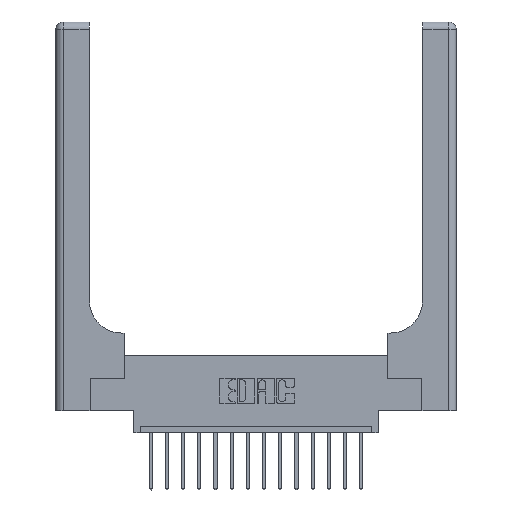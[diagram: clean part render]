
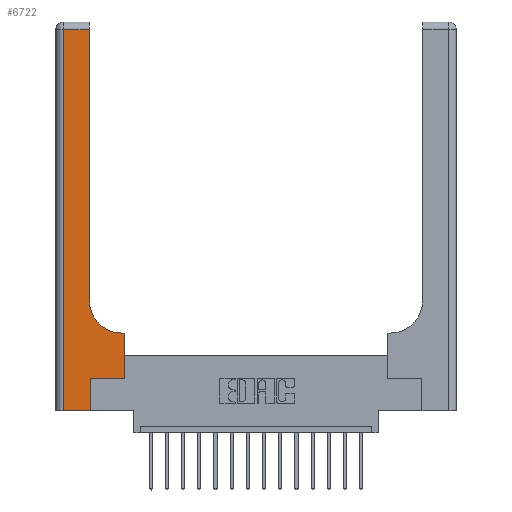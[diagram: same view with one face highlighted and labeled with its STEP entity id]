
A CAD part, top view. The second image highlights one B-rep face of the part: STEP entity #6722.
In plain terms, the highlighted planar face has unit normal (0, 0, 1).
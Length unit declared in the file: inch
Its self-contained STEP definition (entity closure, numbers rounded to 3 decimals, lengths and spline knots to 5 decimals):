
#479 = CARTESIAN_POINT ( 'NONE',  ( 0., 0., 0.37 ) ) ;
#609 = CARTESIAN_POINT ( 'NONE',  ( 0.528, 0.6, 0.37 ) ) ;
#652 = DIRECTION ( 'NONE',  ( 1., 0., 0. ) ) ;
#1024 = VERTEX_POINT ( 'NONE', #15842 ) ;
#1129 = DIRECTION ( 'NONE',  ( 0., 0., -1. ) ) ;
#1229 = VERTEX_POINT ( 'NONE', #14077 ) ;
#1414 = FACE_OUTER_BOUND ( 'NONE', #13486, .T. ) ;
#1862 = DIRECTION ( 'NONE',  ( 0., 1., 0. ) ) ;
#2599 = EDGE_CURVE ( 'NONE', #1024, #1229, #2717, .T. ) ;
#2613 = LINE ( 'NONE', #3112, #9343 ) ;
#2717 = CIRCLE ( 'NONE', #14428, 0.25 ) ;
#2747 = CARTESIAN_POINT ( 'NONE',  ( 0.26, 0.6, 0.37 ) ) ;
#3112 = CARTESIAN_POINT ( 'NONE',  ( 0.265, 0., 0.37 ) ) ;
#3405 = DIRECTION ( 'NONE',  ( -1., 0., 0. ) ) ;
#3998 = CARTESIAN_POINT ( 'NONE',  ( 0.06, 3., 0.37 ) ) ;
#4130 = LINE ( 'NONE', #9458, #13753 ) ;
#4305 = CARTESIAN_POINT ( 'NONE',  ( 0.265, 0.25, 0.37 ) ) ;
#4702 = VERTEX_POINT ( 'NONE', #4305 ) ;
#4908 = VERTEX_POINT ( 'NONE', #609 ) ;
#5332 = ORIENTED_EDGE ( 'NONE', *, *, #11512, .T. ) ;
#5366 = ORIENTED_EDGE ( 'NONE', *, *, #12094, .T. ) ;
#5377 = ORIENTED_EDGE ( 'NONE', *, *, #2599, .T. ) ;
#5462 = ORIENTED_EDGE ( 'NONE', *, *, #8799, .T. ) ;
#6722 = ADVANCED_FACE ( 'NONE', ( #1414 ), #15538, .F. ) ;
#6778 = DIRECTION ( 'NONE',  ( 0., -1., 0. ) ) ;
#7290 = CARTESIAN_POINT ( 'NONE',  ( 0.51, 0.85, 0.37 ) ) ;
#7315 = ORIENTED_EDGE ( 'NONE', *, *, #11787, .T. ) ;
#7387 = DIRECTION ( 'NONE',  ( 0., 0., -1. ) ) ;
#7911 = VERTEX_POINT ( 'NONE', #12674 ) ;
#8052 = VERTEX_POINT ( 'NONE', #10429 ) ;
#8119 = CARTESIAN_POINT ( 'NONE',  ( 0.265, 0.25, 0.37 ) ) ;
#8552 = ORIENTED_EDGE ( 'NONE', *, *, #15207, .T. ) ;
#8799 = EDGE_CURVE ( 'NONE', #8052, #4702, #2613, .T. ) ;
#8835 = LINE ( 'NONE', #8119, #11592 ) ;
#9088 = LINE ( 'NONE', #2747, #9930 ) ;
#9103 = VECTOR ( 'NONE', #6778, 39.37008 ) ;
#9343 = VECTOR ( 'NONE', #1862, 39.37008 ) ;
#9458 = CARTESIAN_POINT ( 'NONE',  ( 0.528, 0.25, 0.37 ) ) ;
#9619 = CARTESIAN_POINT ( 'NONE',  ( 0.06, 2.94, 0.37 ) ) ;
#9930 = VECTOR ( 'NONE', #17680, 39.37008 ) ;
#10173 = DIRECTION ( 'NONE',  ( 0., 1., 0. ) ) ;
#10213 = CARTESIAN_POINT ( 'NONE',  ( 0., 3., 0.37 ) ) ;
#10429 = CARTESIAN_POINT ( 'NONE',  ( 0.265, 0., 0.37 ) ) ;
#10834 = DIRECTION ( 'NONE',  ( 1., 0., 0. ) ) ;
#11383 = DIRECTION ( 'NONE',  ( 0., 1., 0. ) ) ;
#11477 = DIRECTION ( 'NONE',  ( 1., 0., 0. ) ) ;
#11512 = EDGE_CURVE ( 'NONE', #12745, #4908, #4130, .T. ) ;
#11592 = VECTOR ( 'NONE', #10834, 39.37008 ) ;
#11694 = ORIENTED_EDGE ( 'NONE', *, *, #14313, .T. ) ;
#11787 = EDGE_CURVE ( 'NONE', #14954, #17412, #16513, .T. ) ;
#11968 = LINE ( 'NONE', #479, #14068 ) ;
#12094 = EDGE_CURVE ( 'NONE', #4908, #1024, #9088, .T. ) ;
#12373 = CARTESIAN_POINT ( 'NONE',  ( 0.06, 0., 0.37 ) ) ;
#12459 = AXIS2_PLACEMENT_3D ( 'NONE', #10213, #7387, #3405 ) ;
#12674 = CARTESIAN_POINT ( 'NONE',  ( 0.26, 2.94, 0.37 ) ) ;
#12745 = VERTEX_POINT ( 'NONE', #15856 ) ;
#13486 = EDGE_LOOP ( 'NONE', ( #14295, #11694, #7315, #8552, #5462, #16435, #5332, #5366, #5377 ) ) ;
#13489 = LINE ( 'NONE', #14222, #17782 ) ;
#13753 = VECTOR ( 'NONE', #11383, 39.37008 ) ;
#13801 = EDGE_CURVE ( 'NONE', #4702, #12745, #8835, .T. ) ;
#14068 = VECTOR ( 'NONE', #652, 39.37008 ) ;
#14077 = CARTESIAN_POINT ( 'NONE',  ( 0.26, 0.85, 0.37 ) ) ;
#14100 = EDGE_CURVE ( 'NONE', #1229, #7911, #13489, .T. ) ;
#14222 = CARTESIAN_POINT ( 'NONE',  ( 0.26, 3., 0.37 ) ) ;
#14295 = ORIENTED_EDGE ( 'NONE', *, *, #14100, .T. ) ;
#14313 = EDGE_CURVE ( 'NONE', #7911, #14954, #14748, .T. ) ;
#14428 = AXIS2_PLACEMENT_3D ( 'NONE', #7290, #1129, #11477 ) ;
#14460 = DIRECTION ( 'NONE',  ( -1., 0., 0. ) ) ;
#14748 = LINE ( 'NONE', #17295, #15184 ) ;
#14954 = VERTEX_POINT ( 'NONE', #9619 ) ;
#15184 = VECTOR ( 'NONE', #14460, 39.37008 ) ;
#15207 = EDGE_CURVE ( 'NONE', #17412, #8052, #11968, .T. ) ;
#15538 = PLANE ( 'NONE',  #12459 ) ;
#15842 = CARTESIAN_POINT ( 'NONE',  ( 0.51, 0.6, 0.37 ) ) ;
#15856 = CARTESIAN_POINT ( 'NONE',  ( 0.528, 0.25, 0.37 ) ) ;
#16435 = ORIENTED_EDGE ( 'NONE', *, *, #13801, .T. ) ;
#16513 = LINE ( 'NONE', #3998, #9103 ) ;
#17295 = CARTESIAN_POINT ( 'NONE',  ( 0., 2.94, 0.37 ) ) ;
#17412 = VERTEX_POINT ( 'NONE', #12373 ) ;
#17680 = DIRECTION ( 'NONE',  ( -1., 0., 0. ) ) ;
#17782 = VECTOR ( 'NONE', #10173, 39.37008 ) ;
